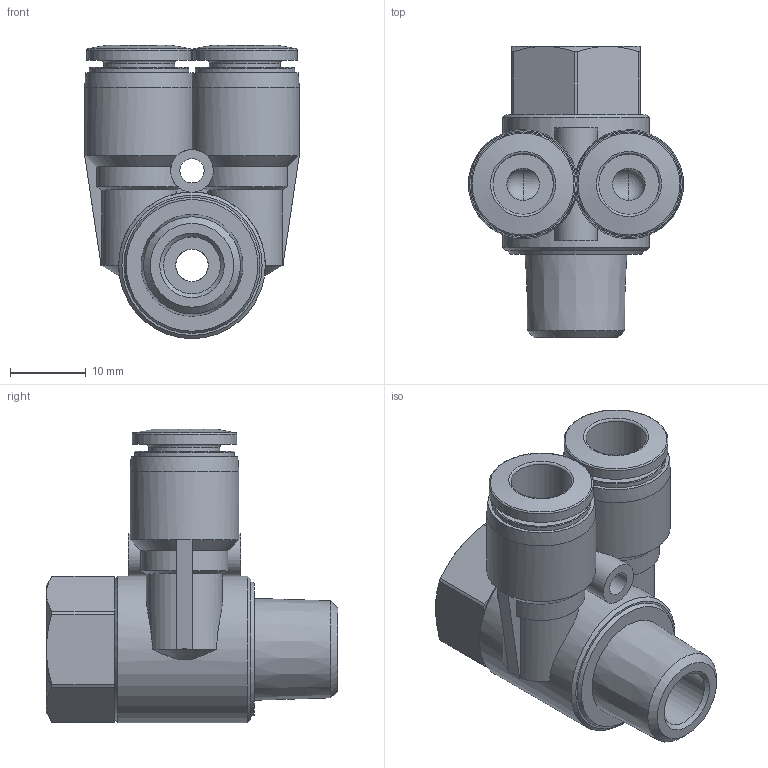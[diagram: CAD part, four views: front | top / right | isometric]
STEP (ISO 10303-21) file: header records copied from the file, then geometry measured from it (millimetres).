
FILE_DESCRIPTION(/* description */ ('STEP AP214'),/* implementation_level */ '2;1');
FILE_NAME(/* name */ '153197_QSYTF-1_4-8-B',/* time_stamp */ '2024-09-14T22:17:35+02:00',/* author */ ('License CC BY-ND 4.0'),/* organization */ ('CADENAS'),/* preprocessor_version */ 'ST-DEVELOPER v19.3',/* originating_system */ 'PARTsolutions',/* authorisation */ ' ');
FILE_SCHEMA (('AUTOMOTIVE_DESIGN {1 0 10303 214 3 1 1}'));
Length unit declared in the file: millimetre
Products named in the file (1): 153197 QSYTF-1/4-8-B
Bounding box: 28.4 x 38.5 x 38.8 mm (x, y, z)
Volume: 11598.9 mm3; surface area: 7192.8 mm2
Topology: 1 solids, 1 shells, 126 faces, 291 edges, 174 vertices
Faces by surface type: plane 51, cylinder 37, cone 30, torus 6, sphere 2
Full cylindrical faces by diameter (mm): 3.2 x1, 4.3 x6, 7.518 x1, 8 x2, 9.4 x2, 13.2 x2, 13.8 x2, 19.4 x1
Entity records: 4320 total; most frequent: CARTESIAN_POINT 727, DIRECTION 586, ORIENTED_EDGE 496, AXIS2_PLACEMENT_3D 259, EDGE_CURVE 248, EDGE_LOOP 178, FACE_BOUND 178, VERTEX_POINT 168
